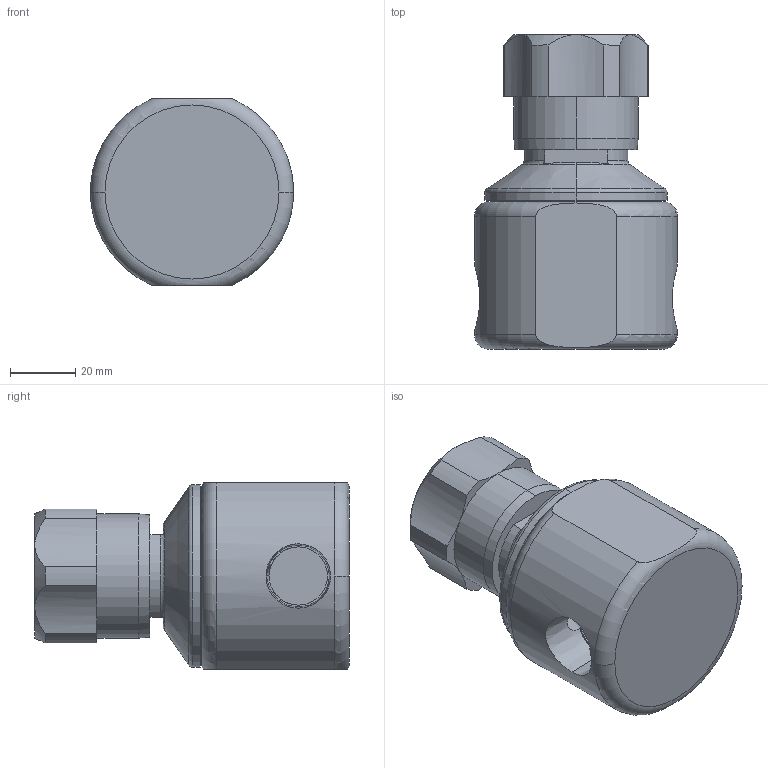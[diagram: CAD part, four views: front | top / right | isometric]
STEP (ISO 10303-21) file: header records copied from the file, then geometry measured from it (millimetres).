
FILE_DESCRIPTION (( 'STEP AP203' ), '1' );
FILE_NAME ('JSHM-050-PT.STEP', '2017-06-29T12:34:40', ( '' ), ( '' ), 'SwSTEP 2.0', 'SolidWorks 2014', '' );
FILE_SCHEMA (( 'CONFIG_CONTROL_DESIGN' ));
Length unit declared in the file: inch
Products named in the file (2): JSHM-050-PT
Bounding box: 62.23 x 96.39 x 57.15 mm (x, y, z)
Volume: 188833.2 mm3; surface area: 24928.8 mm2
Topology: 1 solids, 1 shells, 81 faces, 197 edges, 123 vertices
Faces by surface type: cylinder 31, plane 22, cone 19, torus 8, sphere 1
Entity records: 3239 total; most frequent: CARTESIAN_POINT 1183, DIRECTION 423, ORIENTED_EDGE 390, EDGE_CURVE 195, AXIS2_PLACEMENT_3D 186, VERTEX_POINT 123, CIRCLE 103, EDGE_LOOP 88
